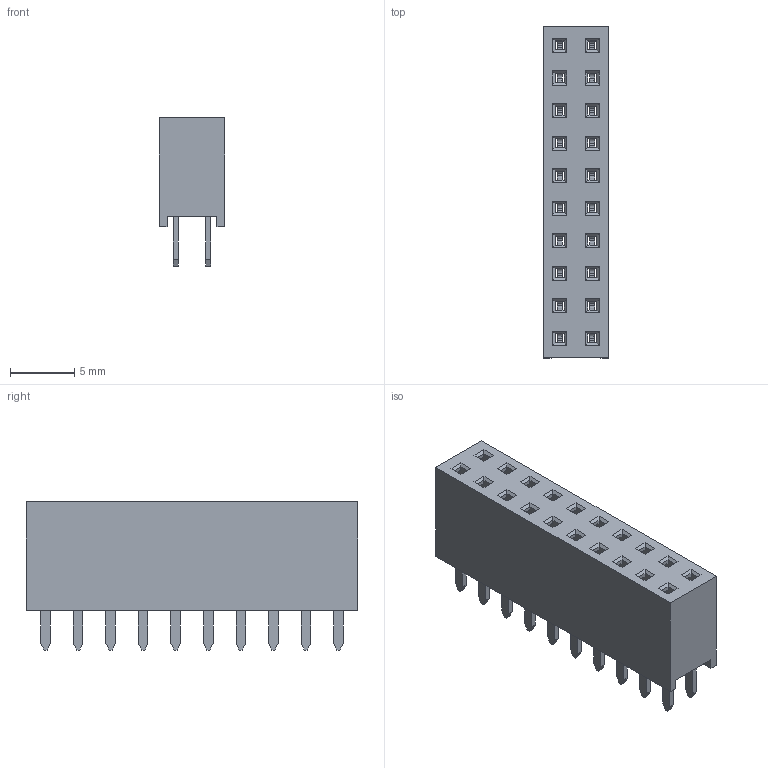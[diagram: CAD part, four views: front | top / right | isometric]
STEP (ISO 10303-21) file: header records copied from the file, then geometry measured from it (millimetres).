
FILE_DESCRIPTION(/* description */ ('Unknown'),/* implementation_level */ '2;1');
FILE_NAME(/* name */ 'J_Wurth_WR-PHD_61302021821',/* time_stamp */ '2025-04-15T16:27:53+08:00',/* author */ ('Unknown'),/* organization */ ('Unknown'),/* preprocessor_version */ 'ST-DEVELOPER v19.4',/* originating_system */ 'Solid Edge',/* authorisation */ 'Unknown');
FILE_SCHEMA (('AUTOMOTIVE_DESIGN {1 0 10303 214 3 1 1}'));
Length unit declared in the file: millimetre
Products named in the file (2): J_Wurth_WR-PHD_61302021821
Assembly tree (1 placements, depth 2):
  J_Wurth_WR-PHD_61302021821
    J_Wurth_WR-PHD_61302021821
Bounding box: 5.08 x 25.9 x 11.6 mm (x, y, z)
Volume: 908.1 mm3; surface area: 2248.5 mm2
Topology: 1 solids, 1 shells, 790 faces, 2204 edges, 1416 vertices
Faces by surface type: plane 590, cylinder 120, torus 40, bspline 40
Entity records: 31281 total; most frequent: CARTESIAN_POINT 5852, ORIENTED_EDGE 4248, DIRECTION 3828, EDGE_CURVE 2124, LINE 1684, VECTOR 1684, VERTEX_POINT 1376, AXIS2_PLACEMENT_3D 1072
